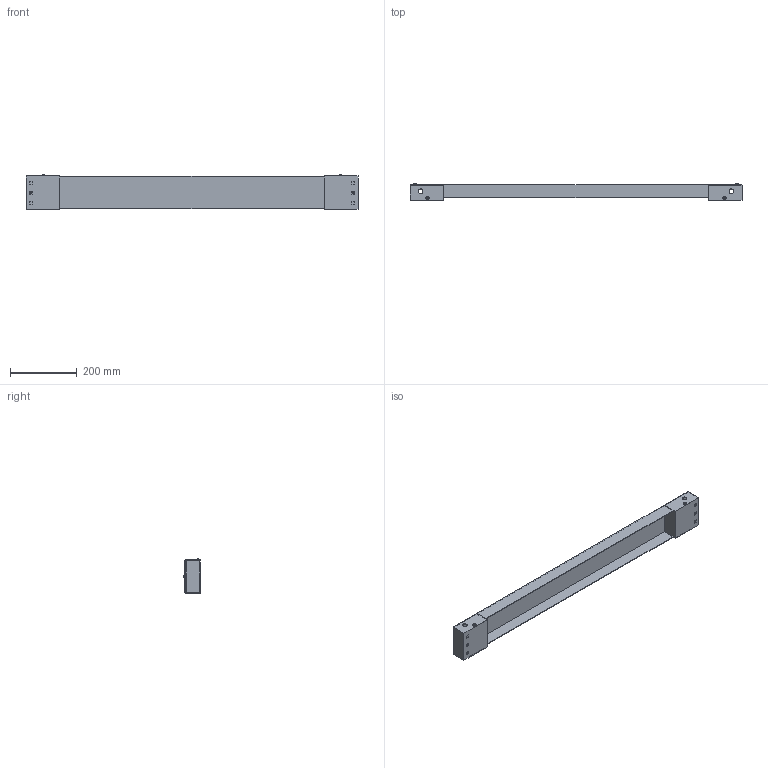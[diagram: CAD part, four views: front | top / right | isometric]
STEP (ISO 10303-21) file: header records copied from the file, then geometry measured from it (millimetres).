
FILE_DESCRIPTION (( 'STEP AP203' ), '1' );
FILE_NAME ('ZAK0A1.step', '2021-06-30T17:21:55', ( 'ADC123' ), ( 'Microsoft' ), 'SwSTEP 2.0', 'SolidWorks 2021', '' );
FILE_SCHEMA (( 'CONFIG_CONTROL_DESIGN' ));
Length unit declared in the file: inch
Products named in the file (1): ZAK0A1
Bounding box: 998 x 50.7 x 103.74 mm (x, y, z)
Volume: 435167.4 mm3; surface area: 443693.7 mm2
Topology: 11 solids, 11 shells, 392 faces, 1010 edges, 654 vertices
Faces by surface type: plane 242, cylinder 132, cone 12, bspline 6
Full cylindrical faces by diameter (mm): 4.25 x4, 4.917 x2, 5 x2, 6 x2, 7 x4, 10 x2, 14 x6, 15.5 x4
Entity records: 12297 total; most frequent: CARTESIAN_POINT 2737, ORIENTED_EDGE 1948, DIRECTION 1892, EDGE_CURVE 974, VECTOR 694, LINE 694, VERTEX_POINT 650, AXIS2_PLACEMENT_3D 599
